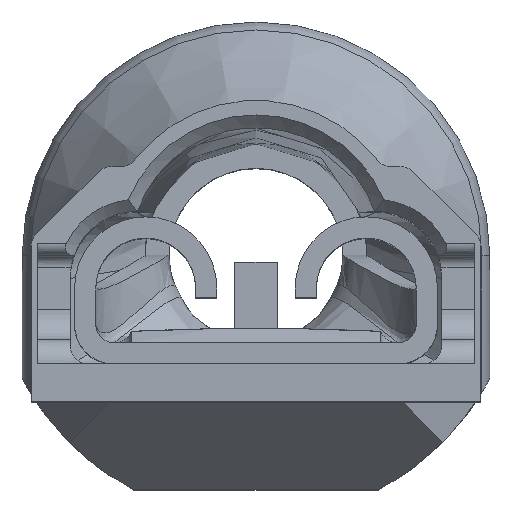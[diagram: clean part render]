
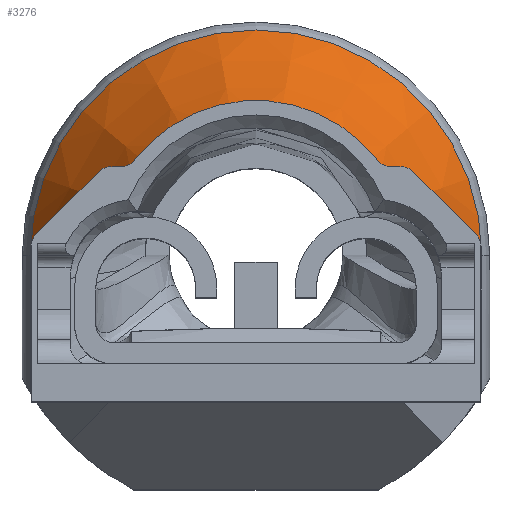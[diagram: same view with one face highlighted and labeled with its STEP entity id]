
A CAD part, top view. The second image highlights one B-rep face of the part: STEP entity #3276.
In plain terms, the highlighted conical face has half-angle 29.922 degrees and reference radius 3.878 mm.
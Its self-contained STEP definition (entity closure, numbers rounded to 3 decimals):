
#65=CONICAL_SURFACE('',#3540,3.878,29.922);
#493=FACE_OUTER_BOUND('',#702,.T.);
#702=EDGE_LOOP('',(#2751,#2752,#2753,#2754));
#953=LINE('',#6483,#1158);
#954=LINE('',#6487,#1159);
#1158=VECTOR('',#4163,3.531);
#1159=VECTOR('',#4168,3.531);
#1267=CIRCLE('',#3523,4.758);
#1274=CIRCLE('',#3541,2.997);
#1519=VERTEX_POINT('',#6386);
#1521=VERTEX_POINT('',#6396);
#1542=VERTEX_POINT('',#6479);
#1543=VERTEX_POINT('',#6485);
#1925=EDGE_CURVE('',#1519,#1521,#1267,.T.);
#1957=EDGE_CURVE('',#1519,#1542,#953,.T.);
#1958=EDGE_CURVE('',#1542,#1543,#1274,.T.);
#1959=EDGE_CURVE('',#1521,#1543,#954,.T.);
#2751=ORIENTED_EDGE('',*,*,#1958,.T.);
#2752=ORIENTED_EDGE('',*,*,#1959,.F.);
#2753=ORIENTED_EDGE('',*,*,#1925,.F.);
#2754=ORIENTED_EDGE('',*,*,#1957,.T.);
#3276=ADVANCED_FACE('',(#493),#65,.T.);
#3523=AXIS2_PLACEMENT_3D('',#6397,#4109,#4110);
#3540=AXIS2_PLACEMENT_3D('',#6484,#4164,#4165);
#3541=AXIS2_PLACEMENT_3D('',#6486,#4166,#4167);
#4109=DIRECTION('center_axis',(0.,0.,-1.));
#4110=DIRECTION('ref_axis',(-1.,0.,0.));
#4163=DIRECTION('',(0.499,0.,0.867));
#4164=DIRECTION('center_axis',(0.,0.,-1.));
#4165=DIRECTION('ref_axis',(-1.,0.,0.));
#4166=DIRECTION('center_axis',(0.,0.,-1.));
#4167=DIRECTION('ref_axis',(-1.,0.,0.));
#4168=DIRECTION('',(-0.499,0.,0.867));
#6386=CARTESIAN_POINT('',(-4.758,3.112,-19.924));
#6396=CARTESIAN_POINT('',(4.758,3.111,-19.924));
#6397=CARTESIAN_POINT('Origin',(0.,3.112,-19.924));
#6479=CARTESIAN_POINT('',(-2.997,3.111,-16.864));
#6483=CARTESIAN_POINT('',(-4.758,3.111,-19.924));
#6484=CARTESIAN_POINT('Origin',(0.,3.112,-18.394));
#6485=CARTESIAN_POINT('',(2.997,3.111,-16.864));
#6486=CARTESIAN_POINT('Origin',(0.,3.112,-16.864));
#6487=CARTESIAN_POINT('',(4.758,3.111,-19.924));
